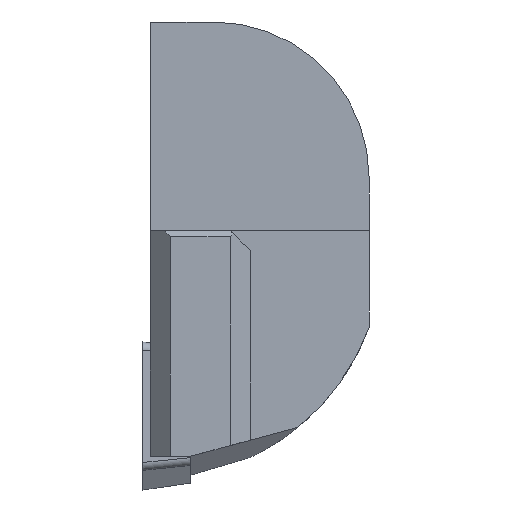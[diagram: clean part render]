
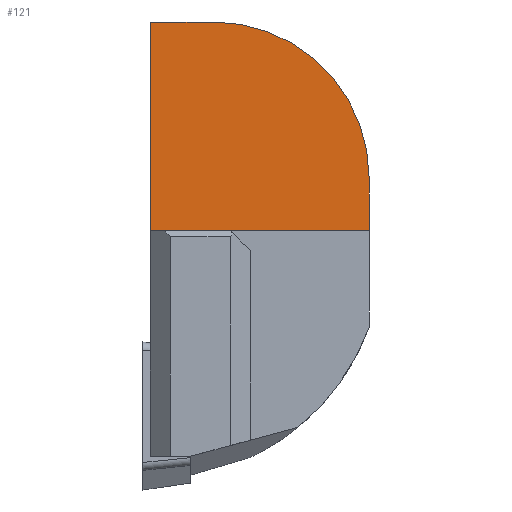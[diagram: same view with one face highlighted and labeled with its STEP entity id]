
A CAD part, left-side view. The second image highlights one B-rep face of the part: STEP entity #121.
In plain terms, the highlighted planar face has unit normal (-1, 0, 0).
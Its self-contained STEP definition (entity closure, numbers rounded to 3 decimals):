
#121=ADVANCED_FACE('',(#200),#156,.F.);
#156=PLANE('',#948);
#200=FACE_OUTER_BOUND('',#244,.T.);
#244=EDGE_LOOP('',(#463,#464,#465,#466,#467));
#253=CIRCLE('',#942,7.8);
#463=ORIENTED_EDGE('',*,*,#662,.T.);
#464=ORIENTED_EDGE('',*,*,#659,.T.);
#465=ORIENTED_EDGE('',*,*,#648,.F.);
#466=ORIENTED_EDGE('',*,*,#653,.F.);
#467=ORIENTED_EDGE('',*,*,#658,.T.);
#542=VERTEX_POINT('',#1383);
#543=VERTEX_POINT('',#1385);
#546=VERTEX_POINT('',#1393);
#549=VERTEX_POINT('',#1403);
#550=VERTEX_POINT('',#1407);
#648=EDGE_CURVE('',#542,#543,#253,.T.);
#653=EDGE_CURVE('',#546,#542,#744,.T.);
#658=EDGE_CURVE('',#546,#549,#749,.T.);
#659=EDGE_CURVE('',#550,#543,#750,.T.);
#662=EDGE_CURVE('',#549,#550,#753,.T.);
#744=LINE('',#1394,#835);
#749=LINE('',#1404,#840);
#750=LINE('',#1406,#841);
#753=LINE('',#1412,#844);
#835=VECTOR('',#1155,1.);
#840=VECTOR('',#1164,1.);
#841=VECTOR('',#1167,1.);
#844=VECTOR('',#1172,1.);
#942=AXIS2_PLACEMENT_3D('',#1384,#1147,#1148);
#948=AXIS2_PLACEMENT_3D('',#1413,#1173,#1174);
#1147=DIRECTION('',(1.,0.,0.));
#1148=DIRECTION('',(0.,1.,0.));
#1155=DIRECTION('',(0.,-1.,0.));
#1164=DIRECTION('',(0.,0.,-1.));
#1167=DIRECTION('',(0.,0.,1.));
#1172=DIRECTION('',(0.,-1.,0.));
#1173=DIRECTION('',(1.,0.,0.));
#1174=DIRECTION('',(0.,-1.,0.));
#1383=CARTESIAN_POINT('',(0.,-3.15,10.45));
#1384=CARTESIAN_POINT('',(0.,-3.15,2.65));
#1385=CARTESIAN_POINT('',(0.,-10.95,2.65));
#1393=CARTESIAN_POINT('',(0.,0.,10.45));
#1394=CARTESIAN_POINT('',(0.,-10.95,10.45));
#1403=CARTESIAN_POINT('',(0.,0.,0.));
#1404=CARTESIAN_POINT('',(0.,0.,9.2));
#1406=CARTESIAN_POINT('',(0.,-10.95,-14.45));
#1407=CARTESIAN_POINT('',(0.,-10.95,0.));
#1412=CARTESIAN_POINT('',(0.,0.,0.));
#1413=CARTESIAN_POINT('',(0.,-10.95,-14.45));
